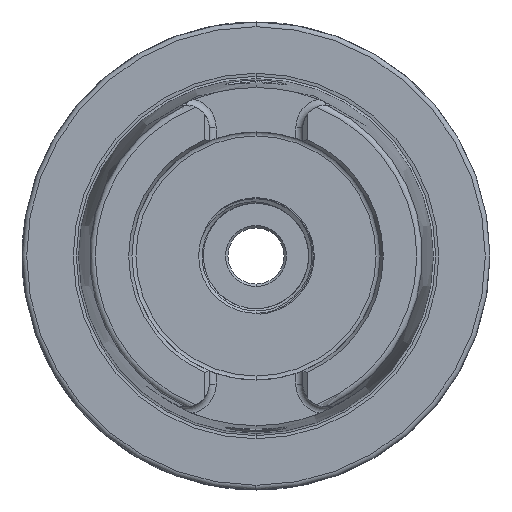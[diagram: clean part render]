
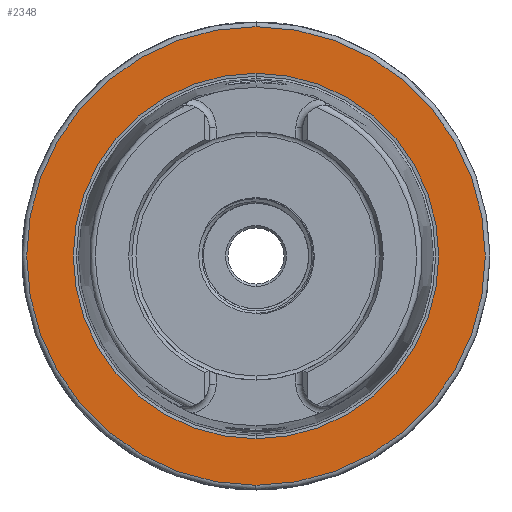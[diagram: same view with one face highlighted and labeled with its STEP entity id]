
A CAD part, left-side view. The second image highlights one B-rep face of the part: STEP entity #2348.
In plain terms, the highlighted planar face has unit normal (-1, 0, 0).
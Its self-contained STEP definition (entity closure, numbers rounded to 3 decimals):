
#424 = VERTEX_POINT ( 'NONE', #7038 ) ;
#430 = VERTEX_POINT ( 'NONE', #7044 ) ;
#455 = VERTEX_POINT ( 'NONE', #7069 ) ;
#464 = VERTEX_POINT ( 'NONE', #7078 ) ;
#1465 = CIRCLE ( 'NONE', #10803, 49. ) ;
#1471 = CIRCLE ( 'NONE', #10825, 39.054 ) ;
#1550 = CIRCLE ( 'NONE', #3737, 49. ) ;
#1551 = CIRCLE ( 'NONE', #3734, 39.054 ) ;
#2235 = FACE_OUTER_BOUND ( 'NONE', #7421, .T. ) ;
#2239 = FACE_BOUND ( 'NONE', #7422, .T. ) ;
#2241 = AXIS2_PLACEMENT_3D ( 'NONE', #18488, #18489, #18490 ) ;
#2348 = ADVANCED_FACE ( 'NONE', ( #2235, #2239 ), #18487, .T. ) ;
#2609 = EDGE_CURVE ( 'NONE', #455, #464, #1465, .T. ) ;
#2620 = EDGE_CURVE ( 'NONE', #430, #424, #1471, .T. ) ;
#3734 = AXIS2_PLACEMENT_3D ( 'NONE', #4605, #4607, #4609 ) ;
#3737 = AXIS2_PLACEMENT_3D ( 'NONE', #4599, #4601, #4603 ) ;
#3986 = ORIENTED_EDGE ( 'NONE', *, *, #2609, .T. ) ;
#3987 = ORIENTED_EDGE ( 'NONE', *, *, #8372, .T. ) ;
#3988 = ORIENTED_EDGE ( 'NONE', *, *, #8373, .T. ) ;
#3989 = ORIENTED_EDGE ( 'NONE', *, *, #2620, .T. ) ;
#4599 = CARTESIAN_POINT ( 'NONE',  ( 0., 0., 0. ) ) ;
#4601 = DIRECTION ( 'NONE',  ( -1., 0., 0. ) ) ;
#4603 = DIRECTION ( 'NONE',  ( 0., 0., 1. ) ) ;
#4605 = CARTESIAN_POINT ( 'NONE',  ( 0., 0., 0. ) ) ;
#4607 = DIRECTION ( 'NONE',  ( 1., 0., 0. ) ) ;
#4609 = DIRECTION ( 'NONE',  ( 0., 0., -1. ) ) ;
#7038 = CARTESIAN_POINT ( 'NONE',  ( 0., 0., -39.054 ) ) ;
#7044 = CARTESIAN_POINT ( 'NONE',  ( 0., 0., 39.054 ) ) ;
#7069 = CARTESIAN_POINT ( 'NONE',  ( 0., 0., 49. ) ) ;
#7078 = CARTESIAN_POINT ( 'NONE',  ( 0., 0., -49. ) ) ;
#7421 = EDGE_LOOP ( 'NONE', ( #3986, #3987 ) ) ;
#7422 = EDGE_LOOP ( 'NONE', ( #3989, #3988 ) ) ;
#8372 = EDGE_CURVE ( 'NONE', #464, #455, #1550, .T. ) ;
#8373 = EDGE_CURVE ( 'NONE', #424, #430, #1551, .T. ) ;
#10803 = AXIS2_PLACEMENT_3D ( 'NONE', #17898, #17899, #17900 ) ;
#10825 = AXIS2_PLACEMENT_3D ( 'NONE', #17931, #17932, #17933 ) ;
#17898 = CARTESIAN_POINT ( 'NONE',  ( 0., 0., 0. ) ) ;
#17899 = DIRECTION ( 'NONE',  ( -1., 0., 0. ) ) ;
#17900 = DIRECTION ( 'NONE',  ( 0., 0., 1. ) ) ;
#17931 = CARTESIAN_POINT ( 'NONE',  ( 0., 0., 0. ) ) ;
#17932 = DIRECTION ( 'NONE',  ( 1., 0., 0. ) ) ;
#17933 = DIRECTION ( 'NONE',  ( 0., 0., -1. ) ) ;
#18487 = PLANE ( 'NONE',  #2241 ) ;
#18488 = CARTESIAN_POINT ( 'NONE',  ( 0., 39.054, 0. ) ) ;
#18489 = DIRECTION ( 'NONE',  ( -1., 0., 0. ) ) ;
#18490 = DIRECTION ( 'NONE',  ( 0., 0., 1. ) ) ;
